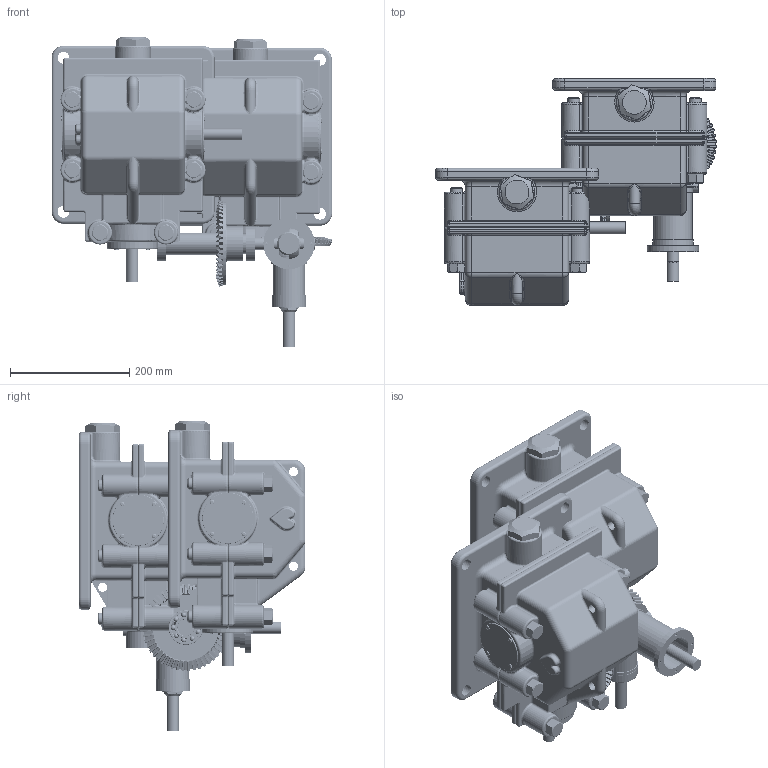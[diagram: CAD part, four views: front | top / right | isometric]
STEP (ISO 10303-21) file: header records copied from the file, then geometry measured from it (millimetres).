
FILE_DESCRIPTION( ( 'Unknown' ), '1' );
FILE_NAME( 'Przek³adnia sto¿kowa 1.stp', 'Unknown', ( 'Unknown' ), ( 'Unknown' ), 'PSStep 13.0', 'Unknown', ' ' );
FILE_SCHEMA( ( 'AUTOMOTIVE_DESIGN { 1 0 10303 214 1 1 1 1 }' ) );
Length unit declared in the file: millimetre
Products named in the file (24): Z這瞠nie ko豉 1; Z這瞠nie ko豉 2; ｣oｿysko 1; Assem1; Z這瞠nie korpusu; 62_28_PART1; 62_28_PART2; 62_28_PART3; G鏎a; D馧; Spust; Œruba do korpusu; Pokrywa 2; Œruba do pokryw; Pokrywa 3; Ko這 2; Waｳ; Tulejka 1; Ko這 1; Tuleja 1; Tuleja 2; Tuleja 3; Nakrêtka; Pokrywa 1
Bounding box: 471.3 x 380.53 x 520.32 mm (x, y, z)
Volume: 20857245.6 mm3; surface area: 3077071.7 mm2
Topology: 178 solids, 178 shells, 4089 faces, 9908 edges, 5882 vertices
Faces by surface type: cylinder 1191, plane 1065, bspline 672, torus 519, sphere 349, cone 293
Full cylindrical faces by diameter (mm): 4.134 x72, 5 x21, 15 x9, 20 x67, 20.752 x3, 24 x3, 25 x4, 26 x9, 28 x28, 32.5 x3, 34 x3, 35 x12, 37 x23, 40 x12, 49.2 x20, 51 x3, 53 x2, 55 x3, 58 x18, 60 x3, 65 x2, 68 x4, 86 x9
Entity records: 77784 total; most frequent: CARTESIAN_POINT 42524, ORIENTED_EDGE 5264, DIRECTION 5239, EDGE_CURVE 2632, AXIS2_PLACEMENT_3D 2254, VERTEX_POINT 1636, EDGE_LOOP 1410, FACE_OUTER_BOUND 1284
